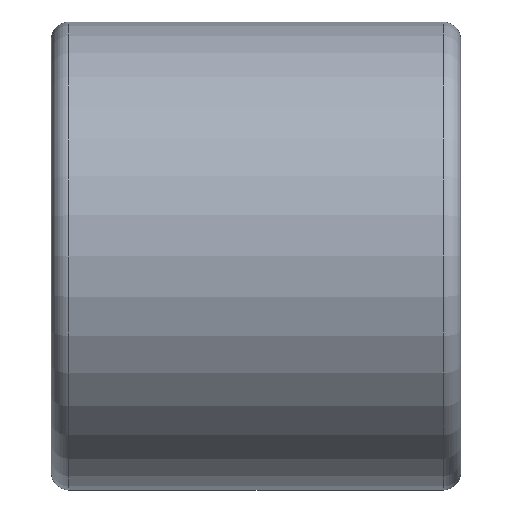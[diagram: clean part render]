
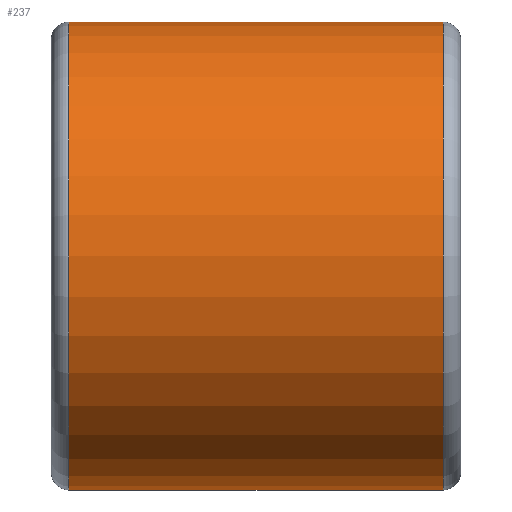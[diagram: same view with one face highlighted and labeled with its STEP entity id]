
A CAD part, front view. The second image highlights one B-rep face of the part: STEP entity #237.
In plain terms, the highlighted cylindrical face has radius 40 mm (diameter 80 mm), a partial arc.
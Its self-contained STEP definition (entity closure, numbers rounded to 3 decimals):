
#104 = AXIS2_PLACEMENT_3D ( 'NONE', #3412, #2888, #3813 ) ;
#237 = ADVANCED_FACE ( 'NONE', ( #3062 ), #2566, .T. ) ;
#371 = DIRECTION ( 'NONE',  ( -1., 0., 0. ) ) ;
#381 = CIRCLE ( 'NONE', #104, 40. ) ;
#481 = ORIENTED_EDGE ( 'NONE', *, *, #3027, .F. ) ;
#501 = VECTOR ( 'NONE', #4061, 1000. ) ;
#625 = ORIENTED_EDGE ( 'NONE', *, *, #1355, .T. ) ;
#666 = EDGE_CURVE ( 'NONE', #987, #2970, #381, .T. ) ;
#783 = VECTOR ( 'NONE', #1912, 1000. ) ;
#987 = VERTEX_POINT ( 'NONE', #5034 ) ;
#1189 = EDGE_LOOP ( 'NONE', ( #481, #625, #1444, #1916 ) ) ;
#1355 = EDGE_CURVE ( 'NONE', #4580, #3230, #1439, .T. ) ;
#1439 = CIRCLE ( 'NONE', #1720, 40. ) ;
#1444 = ORIENTED_EDGE ( 'NONE', *, *, #1817, .T. ) ;
#1528 = CARTESIAN_POINT ( 'NONE',  ( 67., 0., -40. ) ) ;
#1720 = AXIS2_PLACEMENT_3D ( 'NONE', #3409, #3431, #2882 ) ;
#1817 = EDGE_CURVE ( 'NONE', #3230, #987, #3980, .T. ) ;
#1912 = DIRECTION ( 'NONE',  ( -1., 0., 0. ) ) ;
#1916 = ORIENTED_EDGE ( 'NONE', *, *, #666, .T. ) ;
#1936 = CARTESIAN_POINT ( 'NONE',  ( 0., 0., 40. ) ) ;
#2335 = CARTESIAN_POINT ( 'NONE',  ( 0., 0., 0. ) ) ;
#2566 = CYLINDRICAL_SURFACE ( 'NONE', #3869, 40. ) ;
#2604 = LINE ( 'NONE', #4143, #501 ) ;
#2882 = DIRECTION ( 'NONE',  ( 0., 0., 1. ) ) ;
#2888 = DIRECTION ( 'NONE',  ( 1., 0., 0. ) ) ;
#2970 = VERTEX_POINT ( 'NONE', #3560 ) ;
#3027 = EDGE_CURVE ( 'NONE', #4580, #2970, #2604, .T. ) ;
#3062 = FACE_OUTER_BOUND ( 'NONE', #1189, .T. ) ;
#3205 = CARTESIAN_POINT ( 'NONE',  ( 67., 0., 40. ) ) ;
#3230 = VERTEX_POINT ( 'NONE', #3205 ) ;
#3409 = CARTESIAN_POINT ( 'NONE',  ( 67., 0., 0. ) ) ;
#3412 = CARTESIAN_POINT ( 'NONE',  ( 3., 0., 0. ) ) ;
#3431 = DIRECTION ( 'NONE',  ( -1., 0., 0. ) ) ;
#3560 = CARTESIAN_POINT ( 'NONE',  ( 3., 0., -40. ) ) ;
#3813 = DIRECTION ( 'NONE',  ( 0., 0., -1. ) ) ;
#3869 = AXIS2_PLACEMENT_3D ( 'NONE', #2335, #371, #3887 ) ;
#3887 = DIRECTION ( 'NONE',  ( 0., 0., 1. ) ) ;
#3980 = LINE ( 'NONE', #1936, #783 ) ;
#4061 = DIRECTION ( 'NONE',  ( -1., 0., 0. ) ) ;
#4143 = CARTESIAN_POINT ( 'NONE',  ( 0., 0., -40. ) ) ;
#4580 = VERTEX_POINT ( 'NONE', #1528 ) ;
#5034 = CARTESIAN_POINT ( 'NONE',  ( 3., 0., 40. ) ) ;
